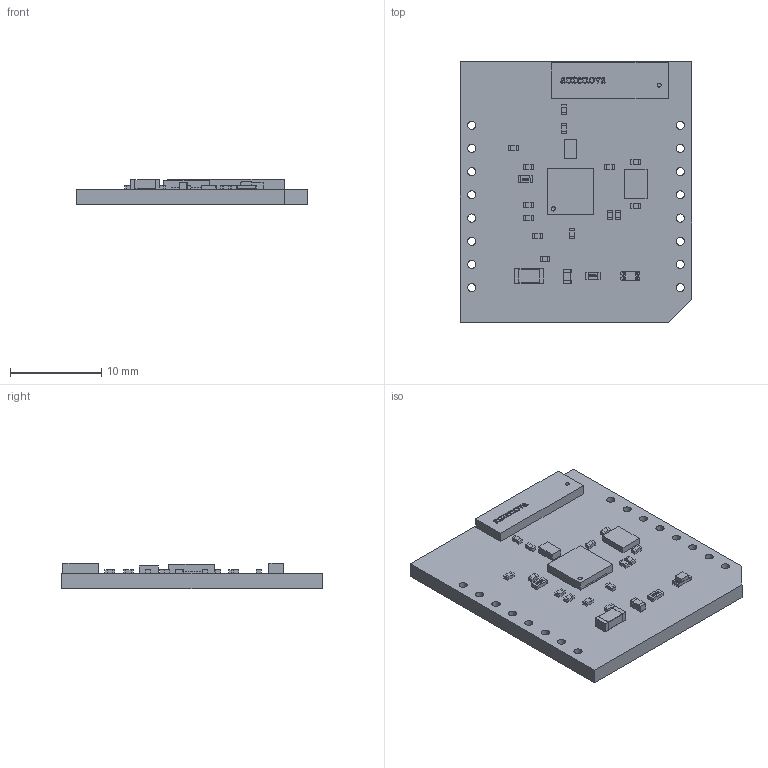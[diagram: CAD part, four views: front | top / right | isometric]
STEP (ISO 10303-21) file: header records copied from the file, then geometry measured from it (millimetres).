
FILE_DESCRIPTION(('Open CASCADE Model'),'2;1');
FILE_NAME('Open CASCADE Shape Model','2019-10-22T17:13:20',('Author'),( 'Open CASCADE'),'Open CASCADE STEP processor 6.8','Open CASCADE 6.8' ,'Unknown');
FILE_SCHEMA(('AUTOMOTIVE_DESIGN { 1 0 10303 214 1 1 1 1 }'));
Length unit declared in the file: millimetre
Products named in the file (45): PCB; Board; R28; -1262486744; Extruded; -1252615280; X2; -1252614872; U5; User_Library-QFN28-0_5; User_Library-QFN28-0_5_Fusion; User_Library-QFN28-0_5_Fillet; U3; -1252614736; R27; -1252615144; -1252615008; R25; R22; 0603_SMD_Resistor; R20; L3; FP1; Ferrite_1206; C40; C39; C36; C34; C33; C32; C31; C30; C12; C7; 0603_SMD_Capacitor; A1; User_Library-A5887; LD1; LED_SMD0805; R1
Assembly tree (83 placements, depth 4):
  PCB
    Board
    R28
      -1262486744  x2
        Extruded
      -1252615280
        Extruded
    X2
      -1252614872
        Extruded
    U5
      User_Library-QFN28-0_5
        User_Library-QFN28-0_5_Fusion
        User_Library-QFN28-0_5_Fillet
    U3
      -1252614736
        Extruded
    R27
      -1252615144  x2
        Extruded
      -1252615008
        Extruded
    R25
      -1252615144  x2
        Extruded
      -1252615008
        Extruded
    R22
      0603_SMD_Resistor
    R20
      -1252615144  x2
        Extruded
      -1252615008
        Extruded
    L3
      -1262486744  x2
        Extruded
      -1252615280
        Extruded
    FP1
      Ferrite_1206
    C40
      -1252615144  x2
        Extruded
      -1252615008
        Extruded
    C39
      -1252615144  x2
        Extruded
      -1252615008
        Extruded
    C36
      -1252615144  x2
        Extruded
      -1252615008
        Extruded
    C34
      -1262486744  x2
        Extruded
      -1252615280
Bounding box: 25.4 x 28.57 x 2.79 mm (x, y, z)
Volume: 1307.4 mm3; surface area: 2060.3 mm2
Topology: 85 solids, 85 shells, 1076 faces, 2551 edges, 1664 vertices
Faces by surface type: plane 721, bspline 223, cylinder 116, sphere 16
Full cylindrical faces by diameter (mm): 0.889 x16
Entity records: 36915 total; most frequent: CARTESIAN_POINT 14748, ORIENTED_EDGE 3628, DIRECTION 3012, EDGE_CURVE 1814, LINE 1232, VECTOR 1232, VERTEX_POINT 1188, AXIS2_PLACEMENT_3D 890
